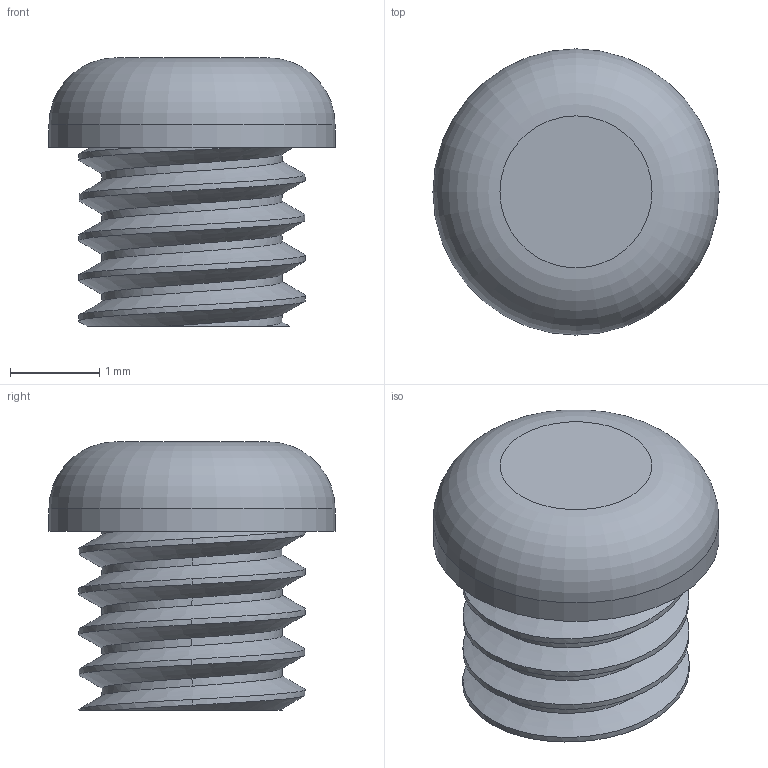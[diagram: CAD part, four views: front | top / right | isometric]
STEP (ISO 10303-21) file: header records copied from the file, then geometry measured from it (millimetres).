
FILE_DESCRIPTION(/* description */ (''),/* implementation_level */ '2;1');
FILE_NAME(/* name */ '',/* time_stamp */ '2023-10-15T21:29:04+08:00',/* author */ (''),/* organization */ (''),/* preprocessor_version */ 'ST-DEVELOPER v20',/* originating_system */ 'Autodesk Translation Framework v12.14.0.127',/* authorisation */ '');
FILE_SCHEMA (('AUTOMOTIVE_DESIGN { 1 0 10303 214 3 1 1 }'));
Length unit declared in the file: millimetre
Products named in the file (1): 金属螺丝
Bounding box: 3.2 x 3.2 x 3 mm (x, y, z)
Volume: 15 mm3; surface area: 46.3 mm2
Topology: 1 solids, 1 shells, 18 faces, 44 edges, 29 vertices
Faces by surface type: cylinder 12, plane 3, bspline 2, torus 1
Full cylindrical faces by diameter (mm): 2.016 x1, 2.53 x2, 3.2 x1
Entity records: 1359 total; most frequent: CARTESIAN_POINT 948, ORIENTED_EDGE 88, DIRECTION 60, EDGE_CURVE 44, VERTEX_POINT 29, B_SPLINE_CURVE_WITH_KNOTS 26, AXIS2_PLACEMENT_3D 25, EDGE_LOOP 19
